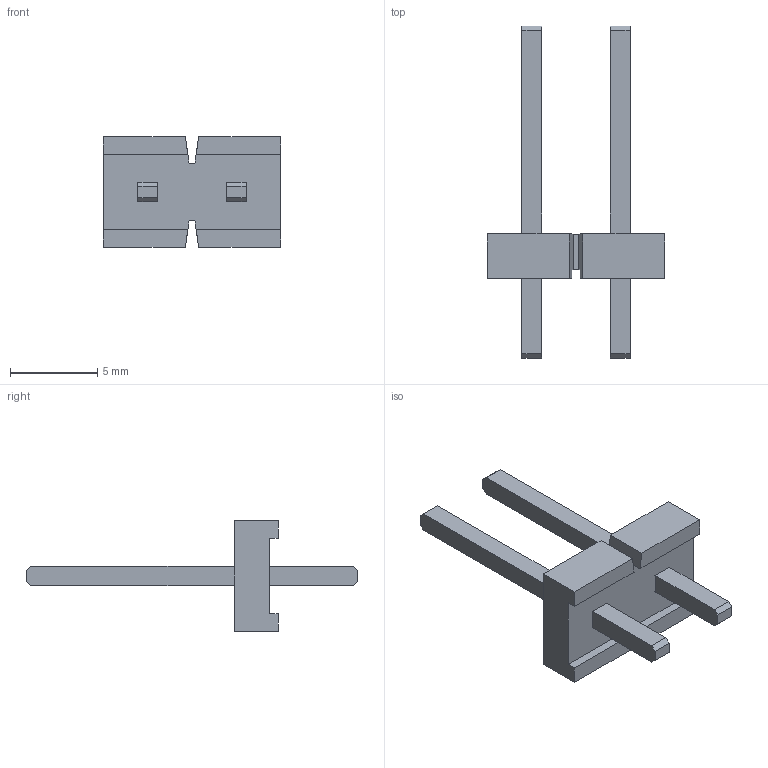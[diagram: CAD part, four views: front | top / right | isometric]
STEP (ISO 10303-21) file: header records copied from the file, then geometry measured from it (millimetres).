
FILE_DESCRIPTION(/* description */ ('STEP AP214'),/* implementation_level */ '2;1');
FILE_NAME(/* name */ 'HPM-02-01-T-S',/* time_stamp */ '2024-06-02T04:15:05+02:00',/* author */ ('License CC BY-ND 4.0'),/* organization */ ('CADENAS'),/* preprocessor_version */ 'ST-DEVELOPER v19.3',/* originating_system */ 'PARTsolutions',/* authorisation */ ' ');
FILE_SCHEMA (('AUTOMOTIVE_DESIGN {1 0 10303 214 3 1 1}'));
Length unit declared in the file: inch
Products named in the file (3): HPM-02-01-T-S; HPM-102-S_header; T-1S8-02-01-S_
Assembly tree (2 placements, depth 2):
  HPM-02-01-T-S
    HPM-102-S_header
    T-1S8-02-01-S_
Bounding box: 10.16 x 19.05 x 6.35 mm (x, y, z)
Volume: 185.3 mm3; surface area: 433.8 mm2
Topology: 2 solids, 2 shells, 68 faces, 184 edges, 120 vertices
Faces by surface type: plane 68
Entity records: 2170 total; most frequent: CARTESIAN_POINT 375, ORIENTED_EDGE 368, DIRECTION 326, EDGE_CURVE 184, LINE 184, VECTOR 184, VERTEX_POINT 120, EDGE_LOOP 72
